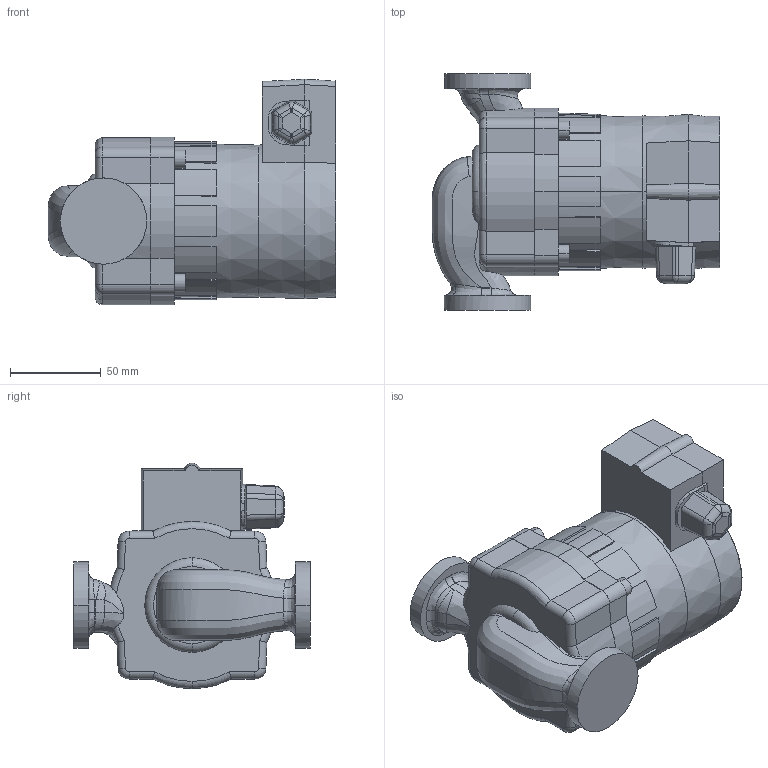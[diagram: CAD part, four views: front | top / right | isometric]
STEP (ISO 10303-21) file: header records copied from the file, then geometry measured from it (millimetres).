
FILE_DESCRIPTION (( 'STEP AP203' ), '1' );
FILE_NAME ('AX12-3 AX13-3.STEP', '2010-10-28T13:48:36', ( ' ' ), ( '' ), 'SwSTEP 2.0', 'SolidWorks 2008', '' );
FILE_SCHEMA (( 'CONFIG_CONTROL_DESIGN' ));
Length unit declared in the file: millimetre
Products named in the file (3): AX12-3 AX13-3; Pumpengehäuse_Standard; Motor kompl_Standard
Assembly tree (2 placements, depth 2):
  AX12-3 AX13-3
    Pumpengehäuse_Standard
    Motor kompl_Standard
Bounding box: 158.3 x 130 x 124.02 mm (x, y, z)
Volume: 1007402.4 mm3; surface area: 99719.9 mm2
Topology: 3 solids, 3 shells, 357 faces, 910 edges, 579 vertices
Faces by surface type: plane 170, cylinder 110, bspline 54, torus 14, cone 9
Entity records: 19845 total; most frequent: CARTESIAN_POINT 11270, ORIENTED_EDGE 1816, DIRECTION 1615, EDGE_CURVE 908, VERTEX_POINT 579, AXIS2_PLACEMENT_3D 567, VECTOR 481, LINE 481
